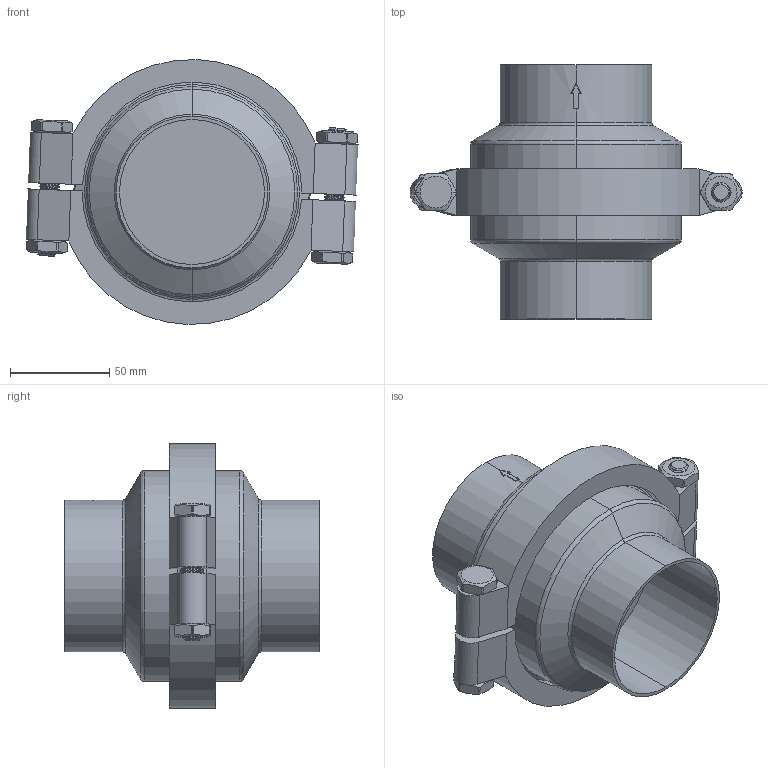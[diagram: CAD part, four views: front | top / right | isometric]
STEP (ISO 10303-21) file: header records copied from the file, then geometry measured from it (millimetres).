
FILE_DESCRIPTION (( 'STEP AP203' ), '1' );
FILE_NAME ('SVC-300-TE.STEP', '2017-06-08T14:44:50', ( '' ), ( '' ), 'SwSTEP 2.0', 'SolidWorks 2014', '' );
FILE_SCHEMA (( 'CONFIG_CONTROL_DESIGN' ));
Length unit declared in the file: inch
Products named in the file (2): SVC-300-TE
Bounding box: 166.87 x 127.77 x 133.1 mm (x, y, z)
Volume: 610716.9 mm3; surface area: 109470.6 mm2
Topology: 2 solids, 2 shells, 250 faces, 632 edges, 399 vertices
Faces by surface type: cylinder 95, cone 69, plane 66, torus 16, bspline 4
Entity records: 8779 total; most frequent: CARTESIAN_POINT 2795, ORIENTED_EDGE 1264, DIRECTION 1203, EDGE_CURVE 632, AXIS2_PLACEMENT_3D 494, VERTEX_POINT 399, EDGE_LOOP 265, FACE_OUTER_BOUND 250
